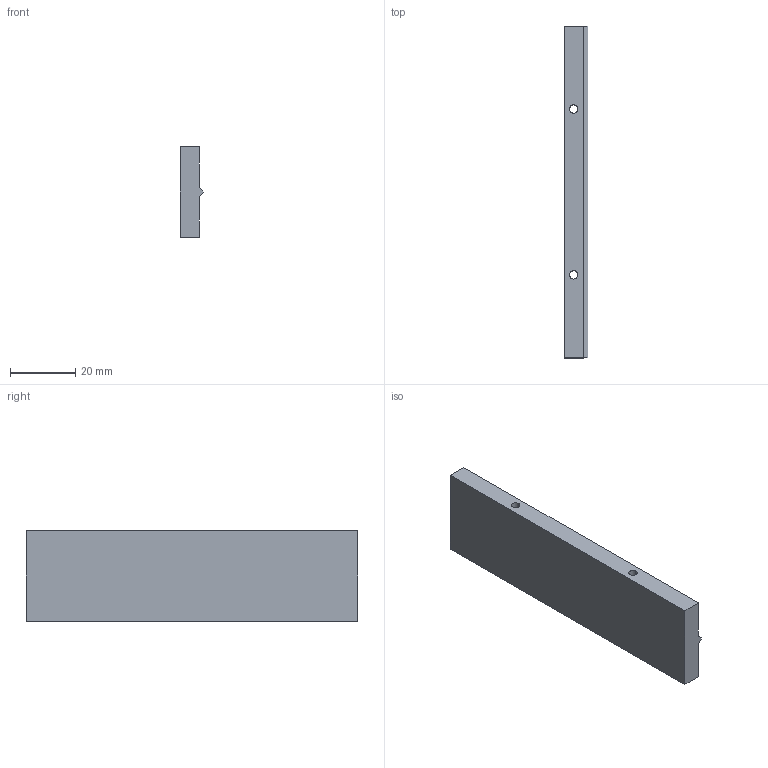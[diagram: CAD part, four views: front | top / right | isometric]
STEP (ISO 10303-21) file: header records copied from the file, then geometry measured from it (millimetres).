
FILE_DESCRIPTION (( 'STEP AP214' ), '1' );
FILE_NAME ('Dispenser Front.STEP', '2017-11-20T05:48:33', ( '' ), ( '' ), 'SwSTEP 2.0', 'SolidWorks 2017', '' );
FILE_SCHEMA (( 'AUTOMOTIVE_DESIGN' ));
Length unit declared in the file: inch
Products named in the file (1): Dispenser Front
Bounding box: 7.28 x 101.6 x 27.69 mm (x, y, z)
Volume: 16361.6 mm3; surface area: 7682.9 mm2
Topology: 1 solids, 1 shells, 13 faces, 33 edges, 22 vertices
Faces by surface type: plane 9, cylinder 4
Entity records: 443 total; most frequent: CARTESIAN_POINT 69, DIRECTION 69, ORIENTED_EDGE 66, EDGE_CURVE 33, VECTOR 25, LINE 25, VERTEX_POINT 22, AXIS2_PLACEMENT_3D 22
